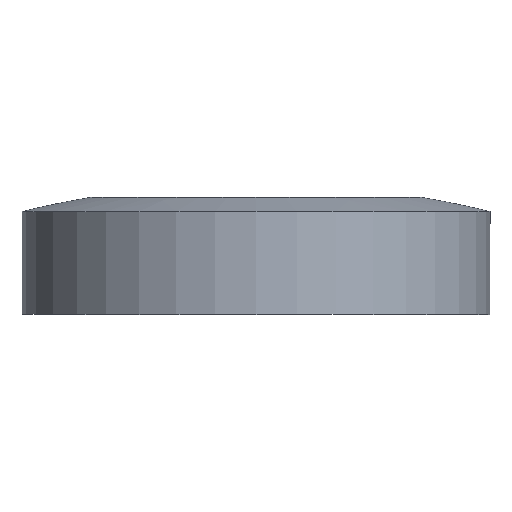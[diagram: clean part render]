
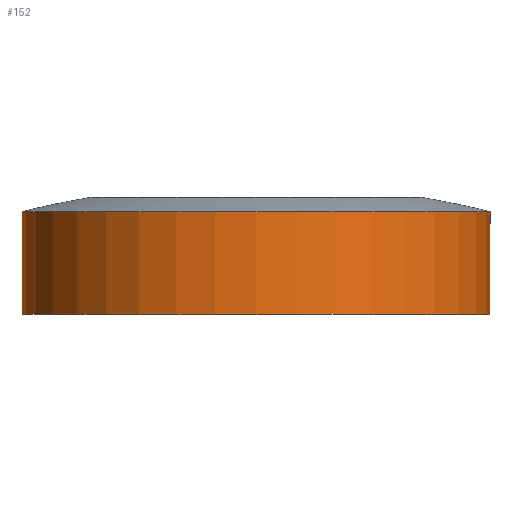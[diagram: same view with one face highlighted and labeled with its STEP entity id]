
A CAD part, front view. The second image highlights one B-rep face of the part: STEP entity #152.
In plain terms, the highlighted cylindrical face has radius 12.5 mm (diameter 25 mm), a partial arc.
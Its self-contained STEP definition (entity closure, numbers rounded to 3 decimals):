
#4 = DIRECTION ( 'NONE',  ( 0., 0., -1. ) ) ;
#13 = DIRECTION ( 'NONE',  ( 1., 0., 0. ) ) ;
#16 = CARTESIAN_POINT ( 'NONE',  ( 12.5, 0., 5.5 ) ) ;
#21 = DIRECTION ( 'NONE',  ( 1., 0., 0. ) ) ;
#23 = EDGE_CURVE ( 'NONE', #56, #118, #78, .T. ) ;
#29 = VERTEX_POINT ( 'NONE', #139 ) ;
#38 = ORIENTED_EDGE ( 'NONE', *, *, #213, .T. ) ;
#56 = VERTEX_POINT ( 'NONE', #16 ) ;
#59 = CARTESIAN_POINT ( 'NONE',  ( -12.5, 0., 0. ) ) ;
#60 = CARTESIAN_POINT ( 'NONE',  ( 12.5, 0., 0. ) ) ;
#63 = EDGE_CURVE ( 'NONE', #29, #56, #157, .T. ) ;
#69 = AXIS2_PLACEMENT_3D ( 'NONE', #163, #140, #21 ) ;
#77 = CARTESIAN_POINT ( 'NONE',  ( -12.5, 0., 5.5 ) ) ;
#78 = LINE ( 'NONE', #103, #227 ) ;
#94 = FACE_OUTER_BOUND ( 'NONE', #132, .T. ) ;
#95 = ORIENTED_EDGE ( 'NONE', *, *, #23, .F. ) ;
#103 = CARTESIAN_POINT ( 'NONE',  ( 12.5, 0., 5.5 ) ) ;
#104 = DIRECTION ( 'NONE',  ( 0., 0., -1. ) ) ;
#111 = VERTEX_POINT ( 'NONE', #59 ) ;
#118 = VERTEX_POINT ( 'NONE', #60 ) ;
#125 = DIRECTION ( 'NONE',  ( 0., 0., -1. ) ) ;
#132 = EDGE_LOOP ( 'NONE', ( #95, #170, #198, #38 ) ) ;
#137 = EDGE_CURVE ( 'NONE', #29, #111, #212, .T. ) ;
#139 = CARTESIAN_POINT ( 'NONE',  ( -12.5, 0., 5.5 ) ) ;
#140 = DIRECTION ( 'NONE',  ( 0., 0., 1. ) ) ;
#142 = CARTESIAN_POINT ( 'NONE',  ( 0., 0., 5.5 ) ) ;
#152 = ADVANCED_FACE ( 'NONE', ( #94 ), #204, .T. ) ;
#155 = VECTOR ( 'NONE', #125, 1000. ) ;
#157 = CIRCLE ( 'NONE', #69, 12.5 ) ;
#163 = CARTESIAN_POINT ( 'NONE',  ( 0., 0., 5.5 ) ) ;
#167 = DIRECTION ( 'NONE',  ( -1., 0., 0. ) ) ;
#168 = CARTESIAN_POINT ( 'NONE',  ( 0., 0., 0. ) ) ;
#170 = ORIENTED_EDGE ( 'NONE', *, *, #63, .F. ) ;
#172 = AXIS2_PLACEMENT_3D ( 'NONE', #142, #104, #167 ) ;
#198 = ORIENTED_EDGE ( 'NONE', *, *, #137, .T. ) ;
#204 = CYLINDRICAL_SURFACE ( 'NONE', #172, 12.5 ) ;
#209 = DIRECTION ( 'NONE',  ( 0., 0., 1. ) ) ;
#212 = LINE ( 'NONE', #77, #155 ) ;
#213 = EDGE_CURVE ( 'NONE', #111, #118, #253, .T. ) ;
#215 = AXIS2_PLACEMENT_3D ( 'NONE', #168, #209, #13 ) ;
#227 = VECTOR ( 'NONE', #4, 1000. ) ;
#253 = CIRCLE ( 'NONE', #215, 12.5 ) ;
